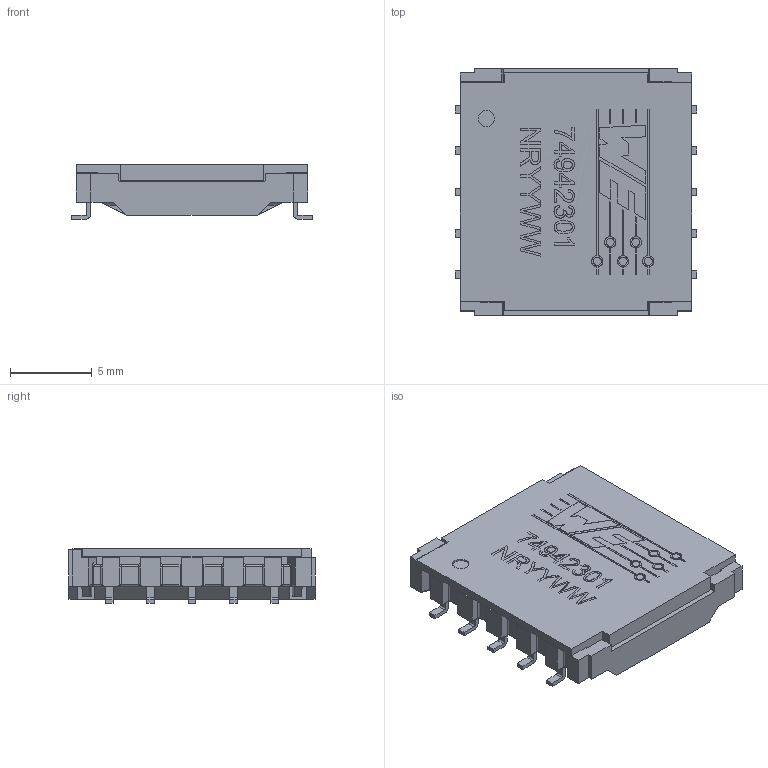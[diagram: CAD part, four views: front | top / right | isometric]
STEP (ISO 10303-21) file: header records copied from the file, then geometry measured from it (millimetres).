
FILE_DESCRIPTION(/* description */ ('Unknown'),/* implementation_level */ '2;1');
FILE_NAME(/* name */ 'T_Wurth_WE-BMS_74942301',/* time_stamp */ '2025-09-09T17:48:13+08:00',/* author */ ('Unknown'),/* organization */ ('Unknown'),/* preprocessor_version */ 'ST-DEVELOPER v19.4',/* originating_system */ 'Solid Edge',/* authorisation */ 'Unknown');
FILE_SCHEMA (('AUTOMOTIVE_DESIGN {1 0 10303 214 3 1 1}'));
Length unit declared in the file: millimetre
Products named in the file (2): T_Wurth_WE-BMS_74942301
Assembly tree (1 placements, depth 2):
  T_Wurth_WE-BMS_74942301
    T_Wurth_WE-BMS_74942301
Bounding box: 14.8 x 15.1 x 3.35 mm (x, y, z)
Volume: 335.9 mm3; surface area: 1275.1 mm2
Topology: 1 solids, 1 shells, 844 faces, 2256 edges, 1417 vertices
Faces by surface type: plane 498, cylinder 211, bspline 79, torus 52, sphere 4
Full cylindrical faces by diameter (mm): 0.5 x5, 1 x1
Entity records: 33305 total; most frequent: CARTESIAN_POINT 7504, ORIENTED_EDGE 4438, DIRECTION 3603, EDGE_CURVE 2219, VERTEX_POINT 1417, LINE 1365, VECTOR 1365, AXIS2_PLACEMENT_3D 1119
